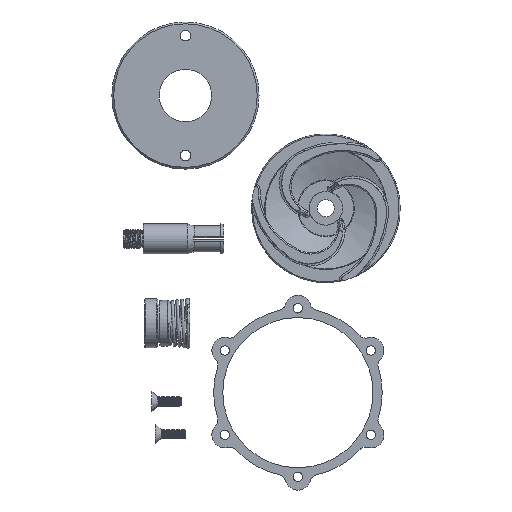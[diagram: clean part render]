
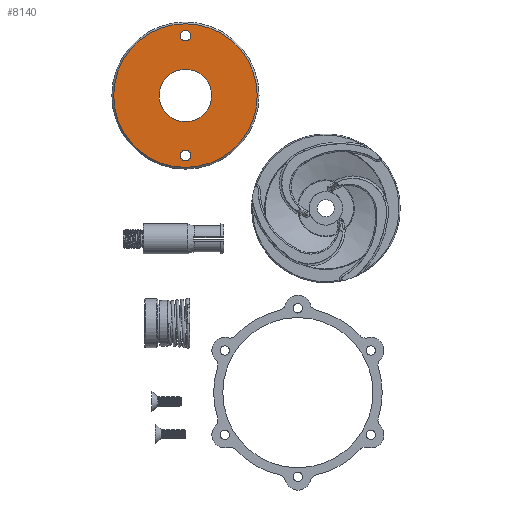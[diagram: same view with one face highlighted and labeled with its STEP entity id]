
A CAD part, left-side view. The second image highlights one B-rep face of the part: STEP entity #8140.
In plain terms, the highlighted face is planar.
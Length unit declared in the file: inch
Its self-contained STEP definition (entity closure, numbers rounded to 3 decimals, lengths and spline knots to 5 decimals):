
#266=FACE_BOUND('',#1367,.T.);
#267=FACE_BOUND('',#1368,.T.);
#268=FACE_BOUND('',#1369,.T.);
#517=PLANE('',#9025);
#837=FACE_OUTER_BOUND('',#1366,.T.);
#1366=EDGE_LOOP('',(#6658));
#1367=EDGE_LOOP('',(#6659));
#1368=EDGE_LOOP('',(#6660));
#1369=EDGE_LOOP('',(#6661));
#1920=CIRCLE('',#9024,2.395);
#1921=CIRCLE('',#9026,0.875);
#1922=CIRCLE('',#9027,0.17598);
#1923=CIRCLE('',#9028,0.17598);
#3643=VERTEX_POINT('',#19763);
#3644=VERTEX_POINT('',#19767);
#3645=VERTEX_POINT('',#19769);
#3646=VERTEX_POINT('',#19771);
#4685=EDGE_CURVE('',#3643,#3643,#1920,.T.);
#4686=EDGE_CURVE('',#3644,#3644,#1921,.T.);
#4687=EDGE_CURVE('',#3645,#3645,#1922,.T.);
#4688=EDGE_CURVE('',#3646,#3646,#1923,.T.);
#6658=ORIENTED_EDGE('',*,*,#4685,.F.);
#6659=ORIENTED_EDGE('',*,*,#4686,.T.);
#6660=ORIENTED_EDGE('',*,*,#4687,.T.);
#6661=ORIENTED_EDGE('',*,*,#4688,.T.);
#8140=ADVANCED_FACE('',(#837,#266,#267,#268),#517,.T.);
#9024=AXIS2_PLACEMENT_3D('',#19765,#10673,#10674);
#9025=AXIS2_PLACEMENT_3D('',#19766,#10675,#10676);
#9026=AXIS2_PLACEMENT_3D('',#19768,#10677,#10678);
#9027=AXIS2_PLACEMENT_3D('',#19770,#10679,#10680);
#9028=AXIS2_PLACEMENT_3D('',#19772,#10681,#10682);
#10673=DIRECTION('center_axis',(0.,0.,1.));
#10674=DIRECTION('ref_axis',(-1.,0.,0.));
#10675=DIRECTION('center_axis',(0.,0.,-1.));
#10676=DIRECTION('ref_axis',(-1.,0.,0.));
#10677=DIRECTION('center_axis',(0.,0.,1.));
#10678=DIRECTION('ref_axis',(-1.,0.,0.));
#10679=DIRECTION('center_axis',(0.,0.,1.));
#10680=DIRECTION('ref_axis',(1.,0.,0.));
#10681=DIRECTION('center_axis',(0.,0.,1.));
#10682=DIRECTION('ref_axis',(1.,0.,0.));
#19763=CARTESIAN_POINT('',(2.395,0.,-0.193));
#19765=CARTESIAN_POINT('Origin',(0.,0.,-0.193));
#19766=CARTESIAN_POINT('Origin',(0.,0.,-0.193));
#19767=CARTESIAN_POINT('',(0.875,0.,-0.193));
#19768=CARTESIAN_POINT('Origin',(0.,0.,-0.193));
#19769=CARTESIAN_POINT('',(-2.17598,0.,-0.193));
#19770=CARTESIAN_POINT('Origin',(-2.,0.,-0.193));
#19771=CARTESIAN_POINT('',(1.82402,0.,-0.193));
#19772=CARTESIAN_POINT('Origin',(2.,0.,-0.193));
